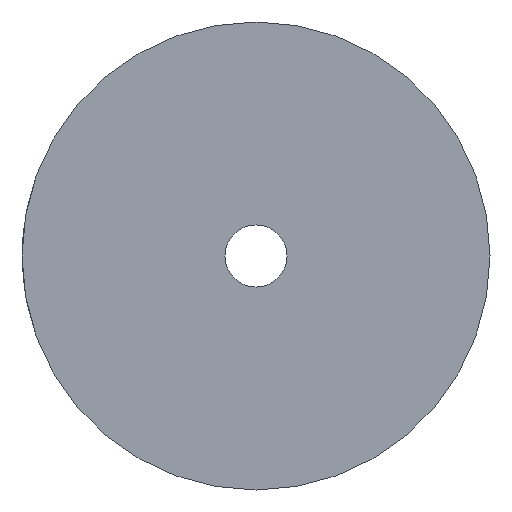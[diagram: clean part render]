
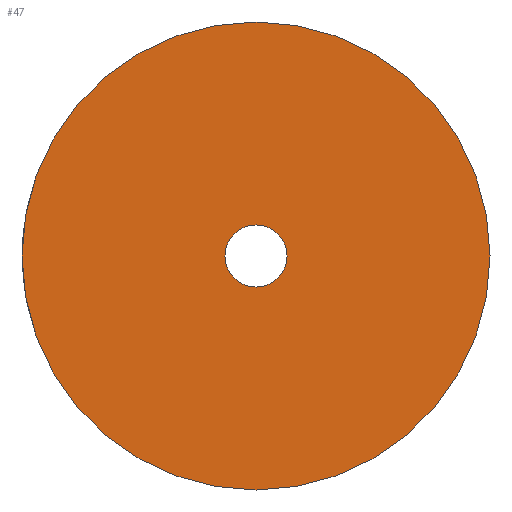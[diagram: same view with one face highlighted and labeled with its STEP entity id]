
A CAD part, front view. The second image highlights one B-rep face of the part: STEP entity #47.
In plain terms, the highlighted planar face has unit normal (0, -1, 0).
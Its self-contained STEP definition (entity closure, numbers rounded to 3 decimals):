
#25 = CARTESIAN_POINT ( 'NONE',  ( 0., 0., 0. ) ) ;
#47 = ADVANCED_FACE ( 'NONE', ( #616, #577 ), #1066, .F. ) ;
#244 = ORIENTED_EDGE ( 'NONE', *, *, #1882, .T. ) ;
#321 = DIRECTION ( 'NONE',  ( 0., 1., 0. ) ) ;
#324 = AXIS2_PLACEMENT_3D ( 'NONE', #744, #1346, #1355 ) ;
#400 = ORIENTED_EDGE ( 'NONE', *, *, #1443, .F. ) ;
#434 = DIRECTION ( 'NONE',  ( 0., 0., 1. ) ) ;
#442 = DIRECTION ( 'NONE',  ( 0., 1., 0. ) ) ;
#450 = CARTESIAN_POINT ( 'NONE',  ( 0., 0., 0. ) ) ;
#500 = DIRECTION ( 'NONE',  ( 0., 0., 1. ) ) ;
#516 = AXIS2_PLACEMENT_3D ( 'NONE', #1771, #1613, #709 ) ;
#520 = VERTEX_POINT ( 'NONE', #1529 ) ;
#541 = VERTEX_POINT ( 'NONE', #1167 ) ;
#577 = FACE_OUTER_BOUND ( 'NONE', #1377, .T. ) ;
#616 = FACE_BOUND ( 'NONE', #764, .T. ) ;
#681 = ORIENTED_EDGE ( 'NONE', *, *, #1119, .F. ) ;
#709 = DIRECTION ( 'NONE',  ( 0., 0., 1. ) ) ;
#743 = CARTESIAN_POINT ( 'NONE',  ( 0., 0., 0. ) ) ;
#744 = CARTESIAN_POINT ( 'NONE',  ( 0., 0., 0. ) ) ;
#754 = VERTEX_POINT ( 'NONE', #1558 ) ;
#764 = EDGE_LOOP ( 'NONE', ( #244, #1206 ) ) ;
#766 = AXIS2_PLACEMENT_3D ( 'NONE', #25, #1528, #500 ) ;
#780 = CARTESIAN_POINT ( 'NONE',  ( 0., 0., -3.25 ) ) ;
#921 = AXIS2_PLACEMENT_3D ( 'NONE', #743, #442, #434 ) ;
#1054 = DIRECTION ( 'NONE',  ( 0., 0., 1. ) ) ;
#1066 = PLANE ( 'NONE',  #921 ) ;
#1119 = EDGE_CURVE ( 'NONE', #754, #520, #1830, .T. ) ;
#1167 = CARTESIAN_POINT ( 'NONE',  ( 0., 0., 3.25 ) ) ;
#1171 = EDGE_CURVE ( 'NONE', #1799, #541, #1620, .T. ) ;
#1206 = ORIENTED_EDGE ( 'NONE', *, *, #1171, .T. ) ;
#1346 = DIRECTION ( 'NONE',  ( 0., 1., 0. ) ) ;
#1355 = DIRECTION ( 'NONE',  ( 0., 0., 1. ) ) ;
#1377 = EDGE_LOOP ( 'NONE', ( #400, #681 ) ) ;
#1443 = EDGE_CURVE ( 'NONE', #520, #754, #1586, .T. ) ;
#1476 = AXIS2_PLACEMENT_3D ( 'NONE', #450, #321, #1054 ) ;
#1505 = CIRCLE ( 'NONE', #1476, 3.25 ) ;
#1528 = DIRECTION ( 'NONE',  ( 0., 1., 0. ) ) ;
#1529 = CARTESIAN_POINT ( 'NONE',  ( -24.5, 0., 0. ) ) ;
#1558 = CARTESIAN_POINT ( 'NONE',  ( 24.5, 0., 0. ) ) ;
#1586 = CIRCLE ( 'NONE', #766, 24.5 ) ;
#1613 = DIRECTION ( 'NONE',  ( 0., 1., 0. ) ) ;
#1620 = CIRCLE ( 'NONE', #324, 3.25 ) ;
#1771 = CARTESIAN_POINT ( 'NONE',  ( 0., 0., 0. ) ) ;
#1799 = VERTEX_POINT ( 'NONE', #780 ) ;
#1830 = CIRCLE ( 'NONE', #516, 24.5 ) ;
#1882 = EDGE_CURVE ( 'NONE', #541, #1799, #1505, .T. ) ;
